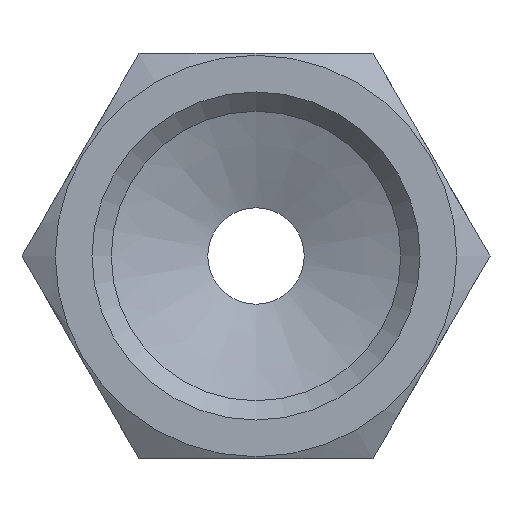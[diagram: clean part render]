
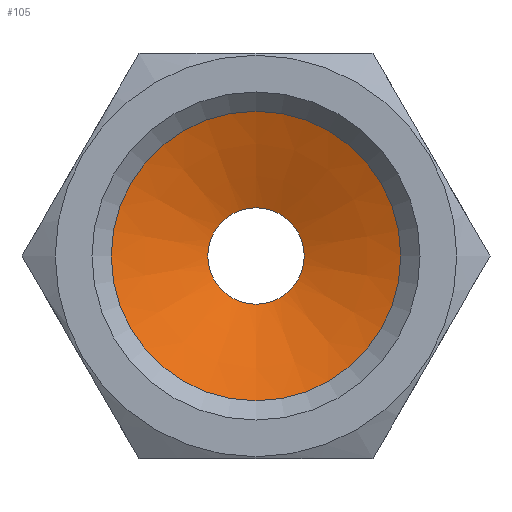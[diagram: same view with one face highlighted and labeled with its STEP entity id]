
A CAD part, front view. The second image highlights one B-rep face of the part: STEP entity #105.
In plain terms, the highlighted conical face has half-angle 68 degrees and reference radius 7.5 mm.
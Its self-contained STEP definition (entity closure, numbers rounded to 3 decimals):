
#105 = ADVANCED_FACE( 'NONE', ( #229, #230 ), #231, .F. );
#229 = FACE_OUTER_BOUND( '', #366, .T. );
#230 = FACE_BOUND( '', #367, .T. );
#231 = CONICAL_SURFACE( '', #368, 7.5, 1.187 );
#366 = EDGE_LOOP( '', ( #609 ) );
#367 = EDGE_LOOP( '', ( #610 ) );
#368 = AXIS2_PLACEMENT_3D( '', #611, #612, #613 );
#609 = ORIENTED_EDGE( '', *, *, #743, .T. );
#610 = ORIENTED_EDGE( '', *, *, #819, .F. );
#611 = CARTESIAN_POINT( '', ( 0., 13.5, 0. ) );
#612 = DIRECTION( '', ( 0., -1., 0. ) );
#613 = DIRECTION( '', ( 0., 0., -1. ) );
#743 = EDGE_CURVE( 'NONE', #872, #872, #873, .T. );
#819 = EDGE_CURVE( 'NONE', #993, #993, #994, .T. );
#872 = VERTEX_POINT( '', #1067 );
#873 = CIRCLE( '', #1068, 7.5 );
#993 = VERTEX_POINT( '', #1346 );
#994 = CIRCLE( '', #1347, 2.5 );
#1067 = CARTESIAN_POINT( '', ( 0., 13.5, -7.5 ) );
#1068 = AXIS2_PLACEMENT_3D( '', #1412, #1413, #1414 );
#1346 = CARTESIAN_POINT( '', ( 0., 15.52, -2.5 ) );
#1347 = AXIS2_PLACEMENT_3D( '', #1480, #1481, #1482 );
#1412 = CARTESIAN_POINT( '', ( 0., 13.5, 0. ) );
#1413 = DIRECTION( '', ( 0., -1., 0. ) );
#1414 = DIRECTION( '', ( 0., 0., -1. ) );
#1480 = CARTESIAN_POINT( '', ( 0., 15.52, 0. ) );
#1481 = DIRECTION( '', ( 0., -1., 0. ) );
#1482 = DIRECTION( '', ( 0., 0., -1. ) );
